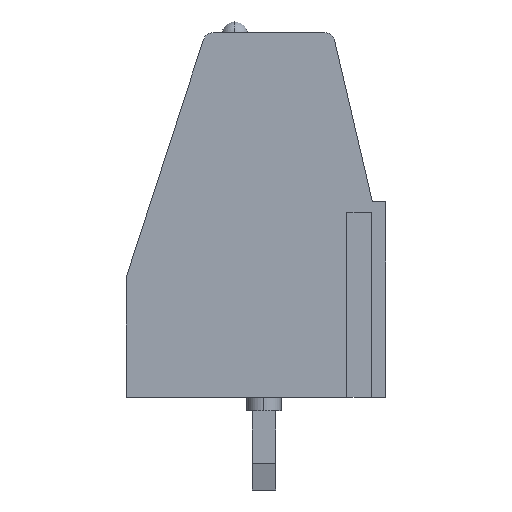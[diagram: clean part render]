
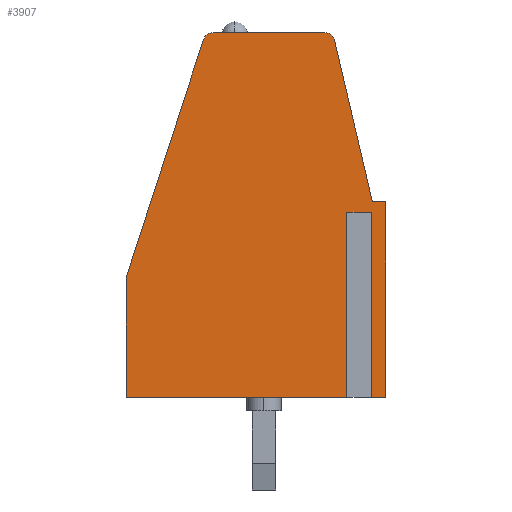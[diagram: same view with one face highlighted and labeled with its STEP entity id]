
A CAD part, left-side view. The second image highlights one B-rep face of the part: STEP entity #3907.
In plain terms, the highlighted planar face has unit normal (-1, 0, 0).
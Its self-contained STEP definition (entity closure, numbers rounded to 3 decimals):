
#3794=CARTESIAN_POINT('',(-10.16,-5.09,-0.69));
#3795=DIRECTION('',(1.0,0.0,0.0));
#3796=DIRECTION('',(0.0,1.0,0.0));
#3797=AXIS2_PLACEMENT_3D('',#3794,#3795,#3796);
#3798=PLANE('',#3797);
#3799=CARTESIAN_POINT('',(-10.16,2.29,13.524));
#3800=VERTEX_POINT('',#3799);
#3801=CARTESIAN_POINT('',(-10.16,1.909,13.8));
#3802=VERTEX_POINT('',#3801);
#3803=CARTESIAN_POINT('',(-10.16,1.909,13.4));
#3804=DIRECTION('',(1.0,0.0,0.0));
#3805=DIRECTION('',(0.0,1.0,0.0));
#3806=AXIS2_PLACEMENT_3D('',#3803,#3804,#3805);
#3807=CIRCLE('',#3806,0.4);
#3808=EDGE_CURVE('',#3800,#3802,#3807,.T.);
#3809=ORIENTED_EDGE('',*,*,#3808,.F.);
#3810=CARTESIAN_POINT('',(-10.16,5.2,4.567));
#3811=VERTEX_POINT('',#3810);
#3812=CARTESIAN_POINT('',(-10.16,2.29,13.524));
#3813=DIRECTION('',(0.,0.309,-0.951));
#3814=VECTOR('',#3813,9.418);
#3815=LINE('',#3812,#3814);
#3816=EDGE_CURVE('',#3800,#3811,#3815,.T.);
#3817=ORIENTED_EDGE('',*,*,#3816,.T.);
#3818=CARTESIAN_POINT('',(-10.16,5.2,0.0));
#3819=VERTEX_POINT('',#3818);
#3820=CARTESIAN_POINT('',(-10.16,5.2,4.567));
#3821=DIRECTION('',(0.0,0.0,-1.0));
#3822=VECTOR('',#3821,4.567);
#3823=LINE('',#3820,#3822);
#3824=EDGE_CURVE('',#3811,#3819,#3823,.T.);
#3825=ORIENTED_EDGE('',*,*,#3824,.T.);
#3826=CARTESIAN_POINT('',(-10.16,-3.331,0.0));
#3827=VERTEX_POINT('',#3826);
#3828=CARTESIAN_POINT('',(-10.16,-3.331,0.0));
#3829=DIRECTION('',(0.0,1.0,0.0));
#3830=VECTOR('',#3829,8.531);
#3831=LINE('',#3828,#3830);
#3832=EDGE_CURVE('',#3827,#3819,#3831,.T.);
#3833=ORIENTED_EDGE('',*,*,#3832,.F.);
#3834=CARTESIAN_POINT('',(-10.16,-3.331,7.));
#3835=VERTEX_POINT('',#3834);
#3836=CARTESIAN_POINT('',(-10.16,-3.331,7.));
#3837=DIRECTION('',(0.0,0.0,-1.0));
#3838=VECTOR('',#3837,7.);
#3839=LINE('',#3836,#3838);
#3840=EDGE_CURVE('',#3835,#3827,#3839,.T.);
#3841=ORIENTED_EDGE('',*,*,#3840,.F.);
#3842=CARTESIAN_POINT('',(-10.16,-3.869,7.));
#3843=VERTEX_POINT('',#3842);
#3844=CARTESIAN_POINT('',(-10.16,-3.869,7.));
#3845=DIRECTION('',(0.0,1.0,0.0));
#3846=VECTOR('',#3845,0.538);
#3847=LINE('',#3844,#3846);
#3848=EDGE_CURVE('',#3843,#3835,#3847,.T.);
#3849=ORIENTED_EDGE('',*,*,#3848,.F.);
#3850=CARTESIAN_POINT('',(-10.16,-3.869,0.0));
#3851=VERTEX_POINT('',#3850);
#3852=CARTESIAN_POINT('',(-10.16,-3.869,7.));
#3853=DIRECTION('',(0.0,0.0,-1.0));
#3854=VECTOR('',#3853,7.);
#3855=LINE('',#3852,#3854);
#3856=EDGE_CURVE('',#3843,#3851,#3855,.T.);
#3857=ORIENTED_EDGE('',*,*,#3856,.T.);
#3858=CARTESIAN_POINT('',(-10.16,-4.6,0.0));
#3859=VERTEX_POINT('',#3858);
#3860=CARTESIAN_POINT('',(-10.16,-4.6,0.0));
#3861=DIRECTION('',(0.0,1.0,0.0));
#3862=VECTOR('',#3861,0.731);
#3863=LINE('',#3860,#3862);
#3864=EDGE_CURVE('',#3859,#3851,#3863,.T.);
#3865=ORIENTED_EDGE('',*,*,#3864,.F.);
#3866=CARTESIAN_POINT('',(-10.16,-4.6,7.4));
#3867=VERTEX_POINT('',#3866);
#3868=CARTESIAN_POINT('',(-10.16,-4.6,7.4));
#3869=DIRECTION('',(0.0,0.0,-1.0));
#3870=VECTOR('',#3869,7.4);
#3871=LINE('',#3868,#3870);
#3872=EDGE_CURVE('',#3867,#3859,#3871,.T.);
#3873=ORIENTED_EDGE('',*,*,#3872,.F.);
#3874=CARTESIAN_POINT('',(-10.16,-4.1,7.4));
#3875=VERTEX_POINT('',#3874);
#3876=CARTESIAN_POINT('',(-10.16,-4.6,7.4));
#3877=DIRECTION('',(0.0,1.0,0.0));
#3878=VECTOR('',#3877,0.5);
#3879=LINE('',#3876,#3878);
#3880=EDGE_CURVE('',#3867,#3875,#3879,.T.);
#3881=ORIENTED_EDGE('',*,*,#3880,.T.);
#3882=CARTESIAN_POINT('',(-10.16,-2.672,13.491));
#3883=VERTEX_POINT('',#3882);
#3884=CARTESIAN_POINT('',(-10.16,-2.672,13.491));
#3885=DIRECTION('',(0.0,-0.228,-0.974));
#3886=VECTOR('',#3885,6.256);
#3887=LINE('',#3884,#3886);
#3888=EDGE_CURVE('',#3883,#3875,#3887,.T.);
#3889=ORIENTED_EDGE('',*,*,#3888,.F.);
#3890=CARTESIAN_POINT('',(-10.16,-2.283,13.8));
#3891=VERTEX_POINT('',#3890);
#3892=CARTESIAN_POINT('',(-10.16,-2.283,13.4));
#3893=DIRECTION('',(1.0,0.0,0.0));
#3894=DIRECTION('',(0.0,1.0,0.0));
#3895=AXIS2_PLACEMENT_3D('',#3892,#3893,#3894);
#3896=CIRCLE('',#3895,0.4);
#3897=EDGE_CURVE('',#3891,#3883,#3896,.T.);
#3898=ORIENTED_EDGE('',*,*,#3897,.F.);
#3899=CARTESIAN_POINT('',(-10.16,-2.283,13.8));
#3900=DIRECTION('',(0.0,1.0,0.0));
#3901=VECTOR('',#3900,4.192);
#3902=LINE('',#3899,#3901);
#3903=EDGE_CURVE('',#3891,#3802,#3902,.T.);
#3904=ORIENTED_EDGE('',*,*,#3903,.T.);
#3905=EDGE_LOOP('',(#3809,#3817,#3825,#3833,#3841,#3849,#3857,#3865,#3873,#3881,#3889,#3898,#3904));
#3906=FACE_OUTER_BOUND('',#3905,.T.);
#3907=ADVANCED_FACE('',(#3906),#3798,.F.);
